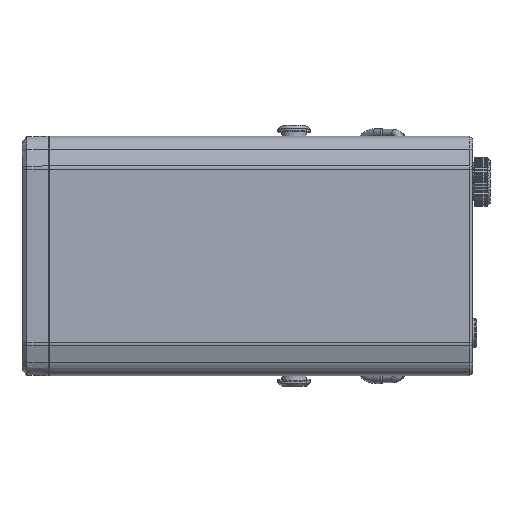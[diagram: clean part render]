
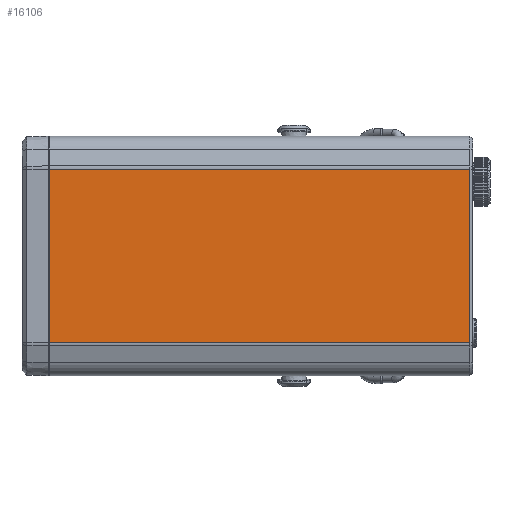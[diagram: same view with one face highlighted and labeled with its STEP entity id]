
A CAD part, top view. The second image highlights one B-rep face of the part: STEP entity #16106.
In plain terms, the highlighted planar face has unit normal (0, 0, 1).
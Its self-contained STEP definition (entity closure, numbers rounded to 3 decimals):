
#630=PLANE('',#17448);
#1605=FACE_OUTER_BOUND('',#2591,.T.);
#2591=EDGE_LOOP('',(#12650,#12651,#12652,#12653));
#4594=LINE('',#33701,#5685);
#4617=LINE('',#33773,#5708);
#4618=LINE('',#33777,#5709);
#4619=LINE('',#33778,#5710);
#5685=VECTOR('',#20329,10.);
#5708=VECTOR('',#20410,10.);
#5709=VECTOR('',#20415,10.);
#5710=VECTOR('',#20416,10.);
#7051=VERTEX_POINT('',#33694);
#7054=VERTEX_POINT('',#33699);
#7074=VERTEX_POINT('',#33772);
#7075=VERTEX_POINT('',#33776);
#9048=EDGE_CURVE('',#7054,#7051,#4594,.T.);
#9085=EDGE_CURVE('',#7051,#7074,#4617,.T.);
#9087=EDGE_CURVE('',#7075,#7054,#4618,.T.);
#9088=EDGE_CURVE('',#7074,#7075,#4619,.T.);
#12650=ORIENTED_EDGE('',*,*,#9048,.F.);
#12651=ORIENTED_EDGE('',*,*,#9087,.F.);
#12652=ORIENTED_EDGE('',*,*,#9088,.F.);
#12653=ORIENTED_EDGE('',*,*,#9085,.F.);
#16106=ADVANCED_FACE('',(#1605),#630,.T.);
#17448=AXIS2_PLACEMENT_3D('',#33775,#20413,#20414);
#20329=DIRECTION('',(0.,-1.,0.));
#20410=DIRECTION('',(-1.,0.,0.));
#20413=DIRECTION('center_axis',(0.,0.,
1.));
#20414=DIRECTION('ref_axis',(0.,-1.,0.));
#20415=DIRECTION('',(1.,0.,0.));
#20416=DIRECTION('',(0.,1.,0.));
#33694=CARTESIAN_POINT('',(72.74,-31.466,15.));
#33699=CARTESIAN_POINT('',(72.74,31.466,15.));
#33701=CARTESIAN_POINT('',(72.74,16.05,15.));
#33772=CARTESIAN_POINT('',(-79.96,-31.466,15.));
#33773=CARTESIAN_POINT('',(-8.11,-31.466,15.));
#33775=CARTESIAN_POINT('Origin',(-8.11,32.1,15.));
#33776=CARTESIAN_POINT('',(-79.96,31.466,15.));
#33777=CARTESIAN_POINT('',(-8.11,31.466,15.));
#33778=CARTESIAN_POINT('',(-79.96,16.05,15.));
